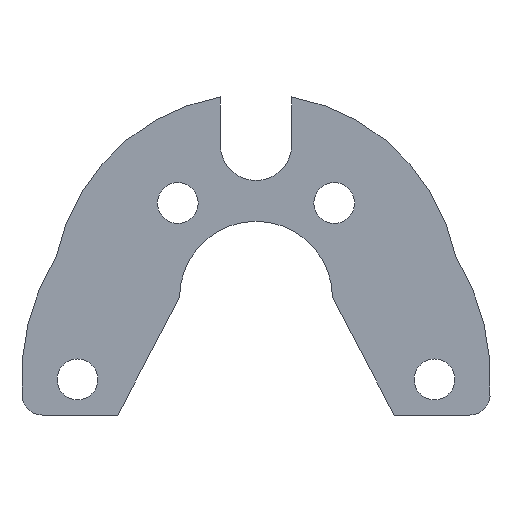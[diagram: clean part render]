
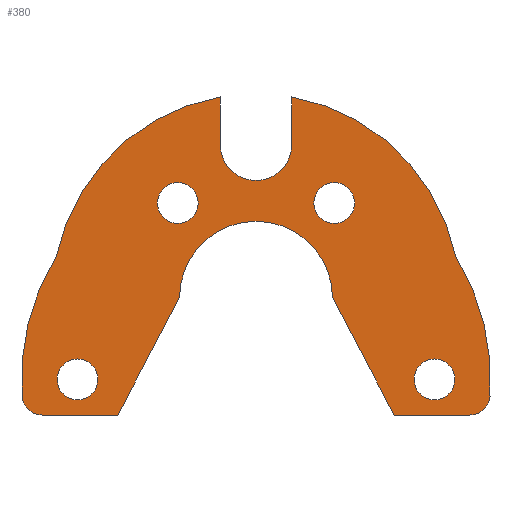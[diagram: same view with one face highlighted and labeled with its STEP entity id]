
A CAD part, front view. The second image highlights one B-rep face of the part: STEP entity #380.
In plain terms, the highlighted planar face has unit normal (0, -1, 0).
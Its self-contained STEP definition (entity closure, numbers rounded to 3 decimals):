
#15=LINE('',#567,#41);
#19=LINE('',#575,#45);
#23=LINE('',#587,#49);
#26=LINE('',#593,#52);
#32=LINE('',#617,#58);
#36=LINE('',#629,#62);
#41=VECTOR('',#455,7.391);
#45=VECTOR('',#461,12.997);
#49=VECTOR('',#473,12.997);
#52=VECTOR('',#478,7.391);
#58=VECTOR('',#504,4.959);
#62=VECTOR('',#516,4.959);
#74=PLANE('',#426);
#83=FACE_BOUND('',#135,.T.);
#84=FACE_BOUND('',#136,.T.);
#85=FACE_BOUND('',#137,.T.);
#86=FACE_BOUND('',#138,.T.);
#106=FACE_OUTER_BOUND('',#134,.T.);
#134=EDGE_LOOP('',(#331,#332,#333,#334,#335,#336,#337,#338,#339,#340,#341,
#342,#343,#344));
#135=EDGE_LOOP('',(#345));
#136=EDGE_LOOP('',(#346));
#137=EDGE_LOOP('',(#347));
#138=EDGE_LOOP('',(#348));
#140=CIRCLE('',#385,2.);
#142=CIRCLE('',#388,2.);
#144=CIRCLE('',#391,2.);
#146=CIRCLE('',#394,2.);
#147=CIRCLE('',#398,7.5);
#149=CIRCLE('',#403,2.);
#151=CIRCLE('',#406,23.);
#153=CIRCLE('',#409,20.);
#155=CIRCLE('',#413,3.5);
#157=CIRCLE('',#417,20.);
#159=CIRCLE('',#420,23.);
#161=CIRCLE('',#423,2.);
#164=VERTEX_POINT('',#547);
#166=VERTEX_POINT('',#552);
#168=VERTEX_POINT('',#557);
#170=VERTEX_POINT('',#562);
#171=VERTEX_POINT('',#565);
#172=VERTEX_POINT('',#566);
#175=VERTEX_POINT('',#574);
#177=VERTEX_POINT('',#580);
#179=VERTEX_POINT('',#586);
#181=VERTEX_POINT('',#592);
#183=VERTEX_POINT('',#598);
#185=VERTEX_POINT('',#604);
#187=VERTEX_POINT('',#610);
#189=VERTEX_POINT('',#616);
#191=VERTEX_POINT('',#622);
#193=VERTEX_POINT('',#628);
#195=VERTEX_POINT('',#634);
#197=VERTEX_POINT('',#640);
#200=EDGE_CURVE('',#164,#164,#140,.T.);
#202=EDGE_CURVE('',#166,#166,#142,.T.);
#204=EDGE_CURVE('',#168,#168,#144,.T.);
#206=EDGE_CURVE('',#170,#170,#146,.T.);
#207=EDGE_CURVE('',#171,#172,#15,.T.);
#211=EDGE_CURVE('',#175,#171,#19,.T.);
#214=EDGE_CURVE('',#177,#175,#147,.T.);
#217=EDGE_CURVE('',#179,#177,#23,.T.);
#220=EDGE_CURVE('',#181,#179,#26,.T.);
#223=EDGE_CURVE('',#183,#181,#149,.T.);
#226=EDGE_CURVE('',#185,#183,#151,.T.);
#229=EDGE_CURVE('',#187,#185,#153,.T.);
#232=EDGE_CURVE('',#189,#187,#32,.T.);
#235=EDGE_CURVE('',#191,#189,#155,.T.);
#238=EDGE_CURVE('',#193,#191,#36,.T.);
#241=EDGE_CURVE('',#195,#193,#157,.T.);
#244=EDGE_CURVE('',#197,#195,#159,.T.);
#247=EDGE_CURVE('',#172,#197,#161,.T.);
#331=ORIENTED_EDGE('',*,*,#247,.F.);
#332=ORIENTED_EDGE('',*,*,#207,.F.);
#333=ORIENTED_EDGE('',*,*,#211,.F.);
#334=ORIENTED_EDGE('',*,*,#214,.F.);
#335=ORIENTED_EDGE('',*,*,#217,.F.);
#336=ORIENTED_EDGE('',*,*,#220,.F.);
#337=ORIENTED_EDGE('',*,*,#223,.F.);
#338=ORIENTED_EDGE('',*,*,#226,.F.);
#339=ORIENTED_EDGE('',*,*,#229,.F.);
#340=ORIENTED_EDGE('',*,*,#232,.F.);
#341=ORIENTED_EDGE('',*,*,#235,.F.);
#342=ORIENTED_EDGE('',*,*,#238,.F.);
#343=ORIENTED_EDGE('',*,*,#241,.F.);
#344=ORIENTED_EDGE('',*,*,#244,.F.);
#345=ORIENTED_EDGE('',*,*,#200,.T.);
#346=ORIENTED_EDGE('',*,*,#202,.T.);
#347=ORIENTED_EDGE('',*,*,#204,.T.);
#348=ORIENTED_EDGE('',*,*,#206,.T.);
#380=ADVANCED_FACE('',(#106,#83,#84,#85,#86),#74,.T.);
#385=AXIS2_PLACEMENT_3D('',#548,#433,#434);
#388=AXIS2_PLACEMENT_3D('',#553,#439,#440);
#391=AXIS2_PLACEMENT_3D('',#558,#445,#446);
#394=AXIS2_PLACEMENT_3D('',#563,#451,#452);
#398=AXIS2_PLACEMENT_3D('',#581,#466,#467);
#403=AXIS2_PLACEMENT_3D('',#599,#483,#484);
#406=AXIS2_PLACEMENT_3D('',#605,#490,#491);
#409=AXIS2_PLACEMENT_3D('',#611,#497,#498);
#413=AXIS2_PLACEMENT_3D('',#623,#509,#510);
#417=AXIS2_PLACEMENT_3D('',#635,#521,#522);
#420=AXIS2_PLACEMENT_3D('',#641,#528,#529);
#423=AXIS2_PLACEMENT_3D('',#646,#535,#536);
#426=AXIS2_PLACEMENT_3D('',#649,#541,#542);
#433=DIRECTION('center_axis',(0.,1.,0.));
#434=DIRECTION('ref_axis',(1.,0.,0.));
#439=DIRECTION('center_axis',(0.,1.,0.));
#440=DIRECTION('ref_axis',(1.,0.,0.));
#445=DIRECTION('center_axis',(0.,1.,0.));
#446=DIRECTION('ref_axis',(1.,0.,0.));
#451=DIRECTION('center_axis',(0.,1.,0.));
#452=DIRECTION('ref_axis',(1.,0.,0.));
#455=DIRECTION('',(-1.,0.,0.));
#461=DIRECTION('',(-0.466,0.,-0.885));
#466=DIRECTION('center_axis',(0.,-1.,0.));
#467=DIRECTION('ref_axis',(1.,0.,0.));
#473=DIRECTION('',(-0.466,0.,0.885));
#478=DIRECTION('',(-1.,0.,0.));
#483=DIRECTION('center_axis',(0.,1.,0.));
#484=DIRECTION('ref_axis',(0.997,0.,-0.071));
#490=DIRECTION('center_axis',(0.,1.,0.));
#491=DIRECTION('ref_axis',(0.851,0.,0.524));
#497=DIRECTION('center_axis',(0.,1.,0.));
#498=DIRECTION('ref_axis',(0.174,0.,0.985));
#504=DIRECTION('',(0.,0.,1.));
#509=DIRECTION('center_axis',(0.,-1.,0.));
#510=DIRECTION('ref_axis',(-0.997,0.,0.076));
#516=DIRECTION('',(0.,0.,-1.));
#521=DIRECTION('center_axis',(0.,1.,0.));
#522=DIRECTION('ref_axis',(-0.979,0.,0.203));
#528=DIRECTION('center_axis',(0.,1.,0.));
#529=DIRECTION('ref_axis',(-0.997,0.,-0.071));
#535=DIRECTION('center_axis',(0.,1.,0.));
#536=DIRECTION('ref_axis',(0.,0.,-1.));
#541=DIRECTION('center_axis',(0.,-1.,0.));
#542=DIRECTION('ref_axis',(0.,0.,-1.));
#547=CARTESIAN_POINT('',(15.5,0.,0.));
#548=CARTESIAN_POINT('Origin',(17.5,0.,0.));
#552=CARTESIAN_POINT('',(-19.5,0.,0.));
#553=CARTESIAN_POINT('Origin',(-17.5,0.,0.));
#557=CARTESIAN_POINT('',(5.667,0.,17.286));
#558=CARTESIAN_POINT('Origin',(7.667,0.,17.286));
#562=CARTESIAN_POINT('',(-9.667,0.,17.286));
#563=CARTESIAN_POINT('Origin',(-7.667,0.,17.286));
#565=CARTESIAN_POINT('',(-13.555,0.,-3.5));
#566=CARTESIAN_POINT('',(-20.946,0.,-3.5));
#567=CARTESIAN_POINT('',(-13.555,0.,-3.5));
#574=CARTESIAN_POINT('',(-7.5,0.,8.));
#575=CARTESIAN_POINT('',(-7.5,0.,8.));
#580=CARTESIAN_POINT('',(7.5,0.,8.));
#581=CARTESIAN_POINT('Origin',(0.,0.,8.));
#586=CARTESIAN_POINT('',(13.555,0.,-3.5));
#587=CARTESIAN_POINT('',(13.555,0.,-3.5));
#592=CARTESIAN_POINT('',(20.946,0.,-3.5));
#593=CARTESIAN_POINT('',(20.946,0.,-3.5));
#598=CARTESIAN_POINT('',(22.941,0.,-1.643));
#599=CARTESIAN_POINT('Origin',(20.946,0.,-1.5));
#604=CARTESIAN_POINT('',(19.583,0.,12.063));
#605=CARTESIAN_POINT('Origin',(0.,0.,0.));
#610=CARTESIAN_POINT('',(3.49,0.,27.693));
#611=CARTESIAN_POINT('Origin',(0.,0.,8.));
#616=CARTESIAN_POINT('',(3.49,0.,22.734));
#617=CARTESIAN_POINT('',(3.49,0.,22.734));
#622=CARTESIAN_POINT('',(-3.49,0.,22.734));
#623=CARTESIAN_POINT('Origin',(0.,0.,23.));
#628=CARTESIAN_POINT('',(-3.49,0.,27.693));
#629=CARTESIAN_POINT('',(-3.49,0.,27.693));
#634=CARTESIAN_POINT('',(-19.583,0.,12.063));
#635=CARTESIAN_POINT('Origin',(0.,0.,8.));
#640=CARTESIAN_POINT('',(-22.941,0.,-1.643));
#641=CARTESIAN_POINT('Origin',(0.,0.,0.));
#646=CARTESIAN_POINT('Origin',(-20.946,0.,-1.5));
#649=CARTESIAN_POINT('Origin',(0.,0.,10.993));
